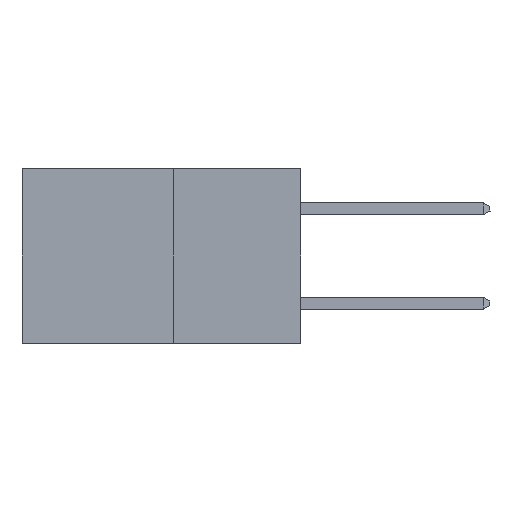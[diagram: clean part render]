
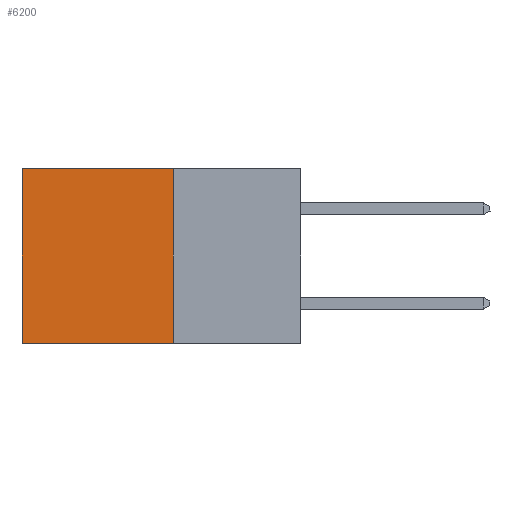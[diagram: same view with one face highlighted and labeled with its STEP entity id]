
A CAD part, left-side view. The second image highlights one B-rep face of the part: STEP entity #6200.
In plain terms, the highlighted planar face has unit normal (-1, 0, 0).
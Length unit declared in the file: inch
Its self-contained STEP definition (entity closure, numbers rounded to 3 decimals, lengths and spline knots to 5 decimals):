
#35 = CARTESIAN_POINT ( 'NONE',  ( 0.277, 0.27, -0.37 ) ) ;
#627 = VECTOR ( 'NONE', #2714, 39.37008 ) ;
#2714 = DIRECTION ( 'NONE',  ( 0., 0., -1. ) ) ;
#2738 = ORIENTED_EDGE ( 'NONE', *, *, #10426, .F. ) ;
#2912 = DIRECTION ( 'NONE',  ( 0., 1., 0. ) ) ;
#3022 = VECTOR ( 'NONE', #2912, 39.37008 ) ;
#3311 = VERTEX_POINT ( 'NONE', #10638 ) ;
#3959 = ORIENTED_EDGE ( 'NONE', *, *, #9680, .T. ) ;
#4735 = EDGE_CURVE ( 'NONE', #19771, #3311, #11466, .T. ) ;
#5391 = VECTOR ( 'NONE', #6323, 39.37008 ) ;
#5619 = CARTESIAN_POINT ( 'NONE',  ( 0.277, 0.59, 0. ) ) ;
#5787 = CARTESIAN_POINT ( 'NONE',  ( 0.277, 0.59, -0.37 ) ) ;
#6200 = ADVANCED_FACE ( 'NONE', ( #6284 ), #12758, .F. ) ;
#6284 = FACE_OUTER_BOUND ( 'NONE', #15751, .T. ) ;
#6323 = DIRECTION ( 'NONE',  ( 0., 1., 0. ) ) ;
#6634 = LINE ( 'NONE', #12111, #3022 ) ;
#8575 = VERTEX_POINT ( 'NONE', #17348 ) ;
#9680 = EDGE_CURVE ( 'NONE', #8575, #19771, #6634, .T. ) ;
#10426 = EDGE_CURVE ( 'NONE', #15173, #3311, #17655, .T. ) ;
#10638 = CARTESIAN_POINT ( 'NONE',  ( 0.277, 0.59, -0.37 ) ) ;
#10915 = ORIENTED_EDGE ( 'NONE', *, *, #14160, .F. ) ;
#10996 = VECTOR ( 'NONE', #15649, 39.37008 ) ;
#11466 = LINE ( 'NONE', #5787, #10996 ) ;
#12111 = CARTESIAN_POINT ( 'NONE',  ( 0.277, 0.27, 0. ) ) ;
#12439 = CARTESIAN_POINT ( 'NONE',  ( 0.277, 0.27, -0.37 ) ) ;
#12709 = DIRECTION ( 'NONE',  ( 0., 0., -1. ) ) ;
#12755 = DIRECTION ( 'NONE',  ( 1., 0., 0. ) ) ;
#12758 = PLANE ( 'NONE',  #19665 ) ;
#12825 = CARTESIAN_POINT ( 'NONE',  ( 0.277, 0.27, -0.37 ) ) ;
#14160 = EDGE_CURVE ( 'NONE', #8575, #15173, #16458, .T. ) ;
#15173 = VERTEX_POINT ( 'NONE', #15977 ) ;
#15649 = DIRECTION ( 'NONE',  ( 0., 0., -1. ) ) ;
#15751 = EDGE_LOOP ( 'NONE', ( #19548, #2738, #10915, #3959 ) ) ;
#15977 = CARTESIAN_POINT ( 'NONE',  ( 0.277, 0.27, -0.37 ) ) ;
#16458 = LINE ( 'NONE', #35, #627 ) ;
#17348 = CARTESIAN_POINT ( 'NONE',  ( 0.277, 0.27, 0. ) ) ;
#17655 = LINE ( 'NONE', #12439, #5391 ) ;
#19548 = ORIENTED_EDGE ( 'NONE', *, *, #4735, .T. ) ;
#19665 = AXIS2_PLACEMENT_3D ( 'NONE', #12825, #12755, #12709 ) ;
#19771 = VERTEX_POINT ( 'NONE', #5619 ) ;
